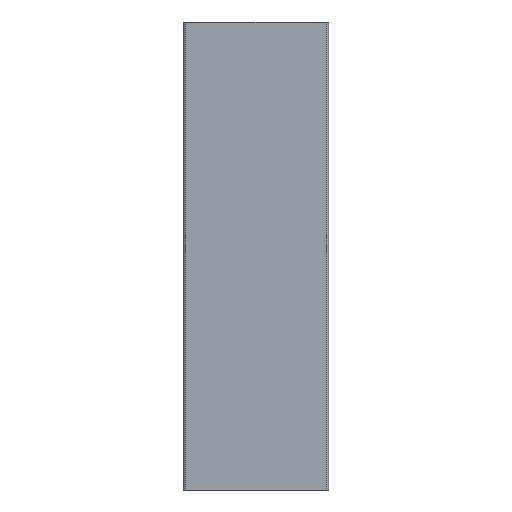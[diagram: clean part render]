
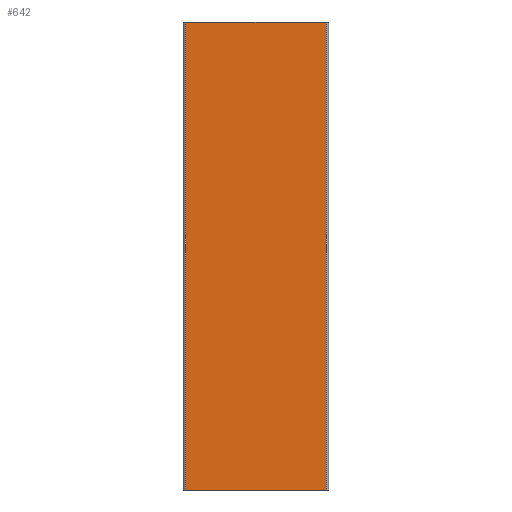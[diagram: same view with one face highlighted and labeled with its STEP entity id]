
A CAD part, front view. The second image highlights one B-rep face of the part: STEP entity #642.
In plain terms, the highlighted planar face has unit normal (0, -1, 0).
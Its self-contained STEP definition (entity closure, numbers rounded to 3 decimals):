
#3 = AXIS2_PLACEMENT_3D ( 'NONE', #459, #675, #174 ) ;
#26 = VERTEX_POINT ( 'NONE', #281 ) ;
#30 = EDGE_CURVE ( 'NONE', #394, #105, #50, .T. ) ;
#35 = LINE ( 'NONE', #653, #640 ) ;
#47 = EDGE_CURVE ( 'NONE', #638, #105, #166, .T. ) ;
#50 = LINE ( 'NONE', #669, #215 ) ;
#67 = DIRECTION ( 'NONE',  ( 0., 0., 1. ) ) ;
#95 = VECTOR ( 'NONE', #444, 1000. ) ;
#105 = VERTEX_POINT ( 'NONE', #523 ) ;
#116 = CARTESIAN_POINT ( 'NONE',  ( -15., 0., -100. ) ) ;
#132 = CARTESIAN_POINT ( 'NONE',  ( -15., 0., 0. ) ) ;
#164 = ORIENTED_EDGE ( 'NONE', *, *, #30, .T. ) ;
#166 = LINE ( 'NONE', #223, #95 ) ;
#168 = DIRECTION ( 'NONE',  ( 0., 0., 1. ) ) ;
#174 = DIRECTION ( 'NONE',  ( 1., 0., 0. ) ) ;
#215 = VECTOR ( 'NONE', #168, 1000. ) ;
#223 = CARTESIAN_POINT ( 'NONE',  ( -15., 0., 0. ) ) ;
#247 = ORIENTED_EDGE ( 'NONE', *, *, #47, .F. ) ;
#250 = ORIENTED_EDGE ( 'NONE', *, *, #337, .T. ) ;
#261 = DIRECTION ( 'NONE',  ( 1., 0., 0. ) ) ;
#281 = CARTESIAN_POINT ( 'NONE',  ( -15., 0., -100. ) ) ;
#304 = EDGE_LOOP ( 'NONE', ( #247, #479, #250, #164 ) ) ;
#337 = EDGE_CURVE ( 'NONE', #26, #394, #35, .T. ) ;
#356 = FACE_OUTER_BOUND ( 'NONE', #304, .T. ) ;
#394 = VERTEX_POINT ( 'NONE', #455 ) ;
#444 = DIRECTION ( 'NONE',  ( 1., 0., 0. ) ) ;
#455 = CARTESIAN_POINT ( 'NONE',  ( 15., 0., -100. ) ) ;
#459 = CARTESIAN_POINT ( 'NONE',  ( -15., 0., -100. ) ) ;
#479 = ORIENTED_EDGE ( 'NONE', *, *, #644, .F. ) ;
#523 = CARTESIAN_POINT ( 'NONE',  ( 15., 0., 0. ) ) ;
#581 = VECTOR ( 'NONE', #67, 1000. ) ;
#583 = PLANE ( 'NONE',  #3 ) ;
#619 = LINE ( 'NONE', #116, #581 ) ;
#638 = VERTEX_POINT ( 'NONE', #132 ) ;
#640 = VECTOR ( 'NONE', #261, 1000. ) ;
#642 = ADVANCED_FACE ( 'NONE', ( #356 ), #583, .T. ) ;
#644 = EDGE_CURVE ( 'NONE', #26, #638, #619, .T. ) ;
#653 = CARTESIAN_POINT ( 'NONE',  ( -15., 0., -100. ) ) ;
#669 = CARTESIAN_POINT ( 'NONE',  ( 15., 0., -100. ) ) ;
#675 = DIRECTION ( 'NONE',  ( 0., -1., 0. ) ) ;
